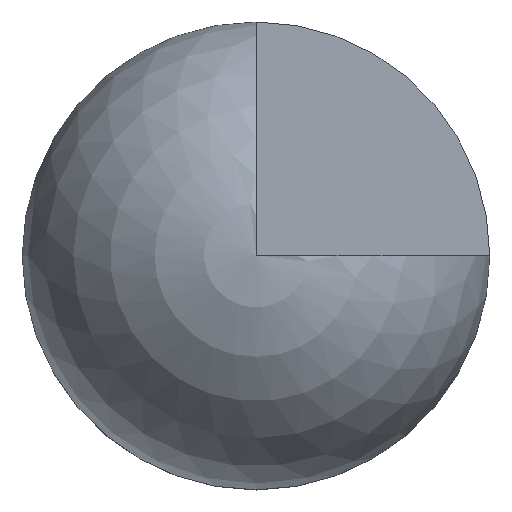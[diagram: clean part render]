
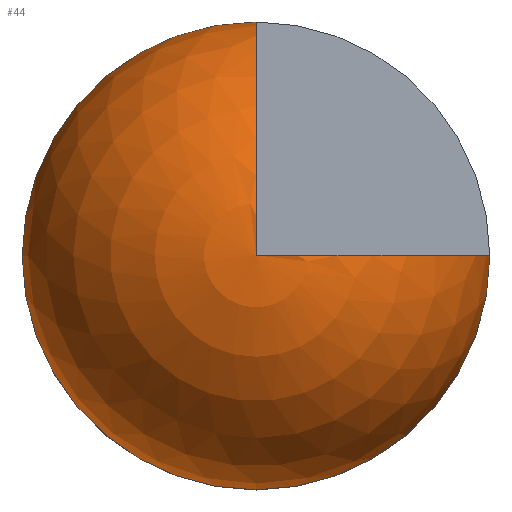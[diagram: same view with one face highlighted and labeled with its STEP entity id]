
A CAD part, top view. The second image highlights one B-rep face of the part: STEP entity #44.
In plain terms, the highlighted spherical face has radius 5 mm.
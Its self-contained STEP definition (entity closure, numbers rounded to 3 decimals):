
#34=SPHERICAL_SURFACE('',#112,5.);
#44=ADVANCED_FACE('',(#52),#34,.T.);
#52=FACE_OUTER_BOUND('',#59,.T.);
#59=EDGE_LOOP('',(#74,#75,#76));
#64=CIRCLE('',#107,5.);
#65=CIRCLE('',#110,5.);
#66=CIRCLE('',#111,5.);
#74=ORIENTED_EDGE('',*,*,#94,.F.);
#75=ORIENTED_EDGE('',*,*,#93,.F.);
#76=ORIENTED_EDGE('',*,*,#95,.T.);
#84=VERTEX_POINT('',#145);
#85=VERTEX_POINT('',#147);
#88=VERTEX_POINT('',#157);
#93=EDGE_CURVE('',#85,#84,#64,.T.);
#94=EDGE_CURVE('',#84,#88,#65,.T.);
#95=EDGE_CURVE('',#85,#88,#66,.T.);
#107=AXIS2_PLACEMENT_3D('',#152,#125,#126);
#110=AXIS2_PLACEMENT_3D('',#156,#131,#132);
#111=AXIS2_PLACEMENT_3D('',#158,#133,#134);
#112=AXIS2_PLACEMENT_3D('',#159,#135,#136);
#125=DIRECTION('',(0.,0.,-1.));
#126=DIRECTION('',(1.,0.,0.));
#131=DIRECTION('',(1.,0.,0.));
#132=DIRECTION('',(0.,1.,0.));
#133=DIRECTION('',(0.,-1.,0.));
#134=DIRECTION('',(1.,0.,0.));
#135=DIRECTION('',(0.,0.,-1.));
#136=DIRECTION('',(-1.,0.,0.));
#145=CARTESIAN_POINT('',(0.,5.,5.));
#147=CARTESIAN_POINT('',(5.,0.,5.));
#152=CARTESIAN_POINT('',(0.,0.,5.));
#156=CARTESIAN_POINT('',(0.,0.,5.));
#157=CARTESIAN_POINT('',(0.,0.,10.));
#158=CARTESIAN_POINT('',(0.,0.,5.));
#159=CARTESIAN_POINT('',(0.,0.,5.));
